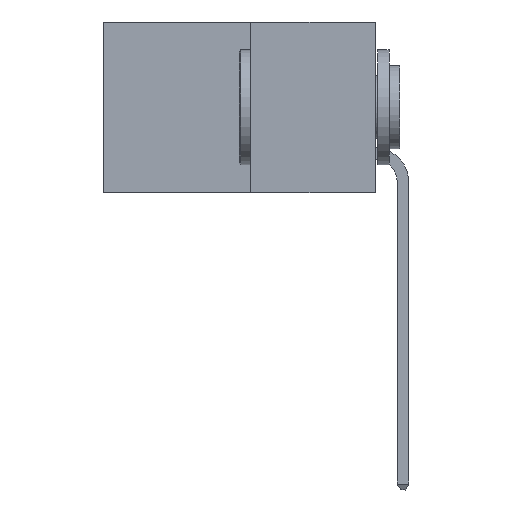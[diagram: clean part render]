
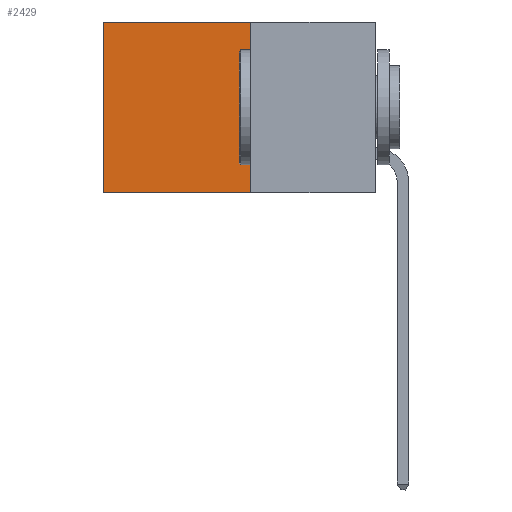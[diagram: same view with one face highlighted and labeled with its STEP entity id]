
A CAD part, left-side view. The second image highlights one B-rep face of the part: STEP entity #2429.
In plain terms, the highlighted planar face has unit normal (-1, 0, 0).
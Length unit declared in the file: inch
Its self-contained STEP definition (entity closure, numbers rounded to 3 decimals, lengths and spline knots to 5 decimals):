
#24 = ORIENTED_EDGE ( 'NONE', *, *, #5266, .F. ) ;
#60 = ORIENTED_EDGE ( 'NONE', *, *, #8213, .T. ) ;
#74 = DIRECTION ( 'NONE',  ( 0., 0., -1. ) ) ;
#125 = VERTEX_POINT ( 'NONE', #6384 ) ;
#294 = EDGE_LOOP ( 'NONE', ( #3392, #3622, #24, #60 ) ) ;
#402 = CARTESIAN_POINT ( 'NONE',  ( 0.277, 0.27, 0. ) ) ;
#781 = VECTOR ( 'NONE', #4045, 39.37008 ) ;
#1208 = LINE ( 'NONE', #3577, #7629 ) ;
#1518 = VERTEX_POINT ( 'NONE', #2793 ) ;
#1571 = LINE ( 'NONE', #6219, #5086 ) ;
#1905 = FACE_OUTER_BOUND ( 'NONE', #294, .T. ) ;
#2429 = ADVANCED_FACE ( 'NONE', ( #1905 ), #4221, .F. ) ;
#2793 = CARTESIAN_POINT ( 'NONE',  ( 0.277, 0.59, 0. ) ) ;
#3333 = AXIS2_PLACEMENT_3D ( 'NONE', #4892, #3371, #74 ) ;
#3371 = DIRECTION ( 'NONE',  ( 1., 0., 0. ) ) ;
#3392 = ORIENTED_EDGE ( 'NONE', *, *, #4460, .T. ) ;
#3556 = VERTEX_POINT ( 'NONE', #402 ) ;
#3577 = CARTESIAN_POINT ( 'NONE',  ( 0.277, 0.27, -0.37 ) ) ;
#3622 = ORIENTED_EDGE ( 'NONE', *, *, #4057, .F. ) ;
#3890 = DIRECTION ( 'NONE',  ( 0., 0., -1. ) ) ;
#3923 = VERTEX_POINT ( 'NONE', #6639 ) ;
#4045 = DIRECTION ( 'NONE',  ( 0., 1., 0. ) ) ;
#4057 = EDGE_CURVE ( 'NONE', #3923, #125, #4678, .T. ) ;
#4221 = PLANE ( 'NONE',  #3333 ) ;
#4460 = EDGE_CURVE ( 'NONE', #1518, #125, #1571, .T. ) ;
#4678 = LINE ( 'NONE', #7485, #7742 ) ;
#4892 = CARTESIAN_POINT ( 'NONE',  ( 0.277, 0.27, -0.37 ) ) ;
#5086 = VECTOR ( 'NONE', #6727, 39.37008 ) ;
#5266 = EDGE_CURVE ( 'NONE', #3556, #3923, #1208, .T. ) ;
#6219 = CARTESIAN_POINT ( 'NONE',  ( 0.277, 0.59, -0.37 ) ) ;
#6329 = LINE ( 'NONE', #8375, #781 ) ;
#6384 = CARTESIAN_POINT ( 'NONE',  ( 0.277, 0.59, -0.37 ) ) ;
#6639 = CARTESIAN_POINT ( 'NONE',  ( 0.277, 0.27, -0.37 ) ) ;
#6727 = DIRECTION ( 'NONE',  ( 0., 0., -1. ) ) ;
#7485 = CARTESIAN_POINT ( 'NONE',  ( 0.277, 0.27, -0.37 ) ) ;
#7533 = DIRECTION ( 'NONE',  ( 0., 1., 0. ) ) ;
#7629 = VECTOR ( 'NONE', #3890, 39.37008 ) ;
#7742 = VECTOR ( 'NONE', #7533, 39.37008 ) ;
#8213 = EDGE_CURVE ( 'NONE', #3556, #1518, #6329, .T. ) ;
#8375 = CARTESIAN_POINT ( 'NONE',  ( 0.277, 0.27, 0. ) ) ;
